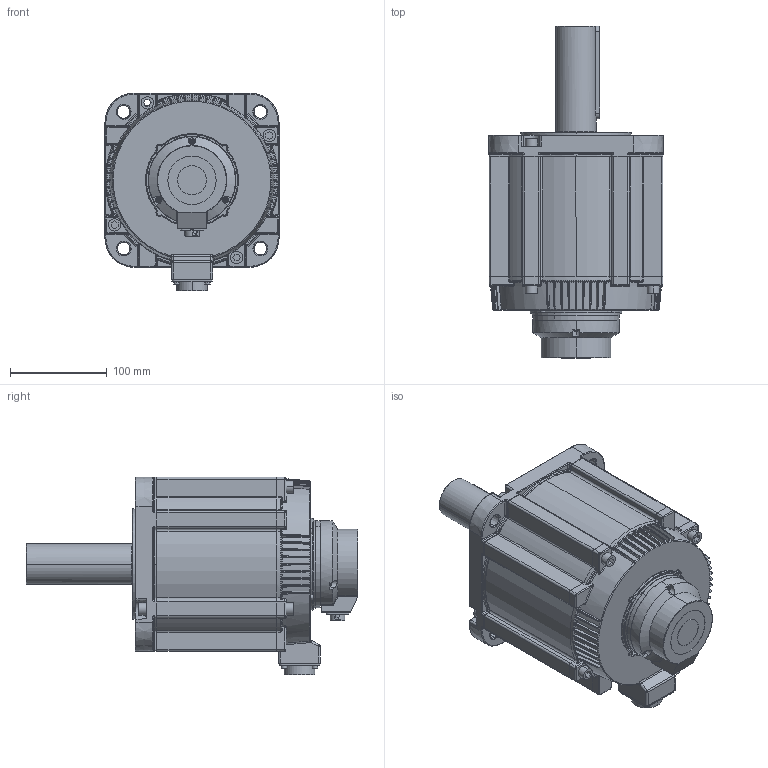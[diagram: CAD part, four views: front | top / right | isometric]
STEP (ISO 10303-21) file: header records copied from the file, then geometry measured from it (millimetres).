
FILE_DESCRIPTION((''),'2;1');
FILE_NAME('5500','2023-03-14T14:35:22',('ms28071'),(''),'CREO PARAMETRIC BY PTC INC, 2018100','CREO PARAMETRIC BY PTC INC, 2018100','');
FILE_SCHEMA(('CONFIG_CONTROL_DESIGN'));
Length unit declared in the file: millimetre
Products named in the file (1): 5500
Bounding box: 180.19 x 343.4 x 204.6 mm (x, y, z)
Surface area: 385495.6 mm2 (no closed solid volume)
Topology: 0 solids, 63 shells, 1499 faces, 4825 edges, 3333 vertices
Faces by surface type: cylinder 509, plane 422, torus 208, bspline 205, cone 129, sphere 26
Entity records: 66647 total; most frequent: CARTESIAN_POINT 27182, ORIENTED_EDGE 8310, DIRECTION 7504, EDGE_CURVE 4792, VERTEX_POINT 3333, AXIS2_PLACEMENT_3D 2946, CIRCLE 1652, EDGE_LOOP 1636
